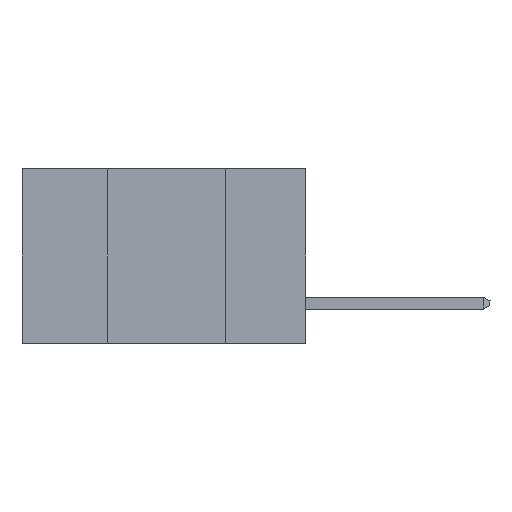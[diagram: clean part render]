
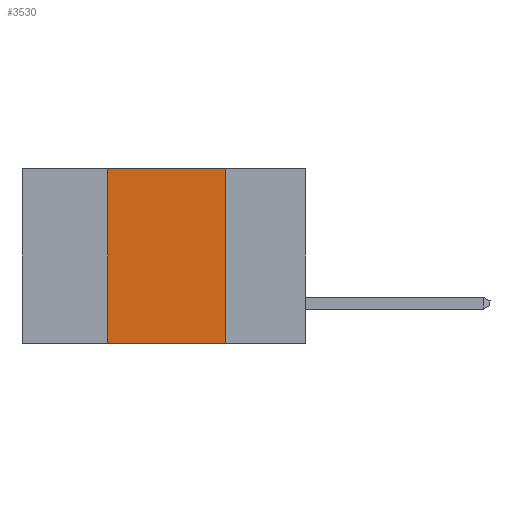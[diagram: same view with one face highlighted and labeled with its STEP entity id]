
A CAD part, left-side view. The second image highlights one B-rep face of the part: STEP entity #3530.
In plain terms, the highlighted planar face has unit normal (-1, 0, 0).
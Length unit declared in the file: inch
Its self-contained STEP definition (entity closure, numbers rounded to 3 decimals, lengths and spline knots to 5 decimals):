
#608 = VERTEX_POINT ( 'NONE', #9962 ) ;
#895 = EDGE_CURVE ( 'NONE', #4212, #608, #9014, .T. ) ;
#1042 = VECTOR ( 'NONE', #7932, 39.37008 ) ;
#1099 = EDGE_LOOP ( 'NONE', ( #1888, #6082, #4652, #8734 ) ) ;
#1275 = VECTOR ( 'NONE', #7657, 39.37008 ) ;
#1355 = LINE ( 'NONE', #7434, #7915 ) ;
#1382 = CARTESIAN_POINT ( 'NONE',  ( 0., 0.42, 0. ) ) ;
#1440 = FACE_OUTER_BOUND ( 'NONE', #1099, .T. ) ;
#1505 = EDGE_CURVE ( 'NONE', #3863, #3427, #1355, .T. ) ;
#1666 = CARTESIAN_POINT ( 'NONE',  ( 0., 0.42, 0. ) ) ;
#1753 = AXIS2_PLACEMENT_3D ( 'NONE', #9242, #10964, #7598 ) ;
#1888 = ORIENTED_EDGE ( 'NONE', *, *, #7375, .F. ) ;
#3207 = LINE ( 'NONE', #8764, #1042 ) ;
#3290 = LINE ( 'NONE', #1666, #1275 ) ;
#3427 = VERTEX_POINT ( 'NONE', #9953 ) ;
#3530 = ADVANCED_FACE ( 'NONE', ( #1440 ), #4985, .F. ) ;
#3863 = VERTEX_POINT ( 'NONE', #1382 ) ;
#4212 = VERTEX_POINT ( 'NONE', #6305 ) ;
#4626 = EDGE_CURVE ( 'NONE', #4212, #3863, #3290, .T. ) ;
#4652 = ORIENTED_EDGE ( 'NONE', *, *, #4626, .F. ) ;
#4985 = PLANE ( 'NONE',  #1753 ) ;
#5134 = VECTOR ( 'NONE', #9534, 39.37008 ) ;
#6082 = ORIENTED_EDGE ( 'NONE', *, *, #1505, .F. ) ;
#6087 = CARTESIAN_POINT ( 'NONE',  ( 0., 0.6, -0.37 ) ) ;
#6305 = CARTESIAN_POINT ( 'NONE',  ( 0., 0.42, -0.37 ) ) ;
#7375 = EDGE_CURVE ( 'NONE', #3427, #608, #3207, .T. ) ;
#7434 = CARTESIAN_POINT ( 'NONE',  ( 0., 0.6, 0. ) ) ;
#7598 = DIRECTION ( 'NONE',  ( 0., 0., -1. ) ) ;
#7657 = DIRECTION ( 'NONE',  ( 0., 0., 1. ) ) ;
#7915 = VECTOR ( 'NONE', #8360, 39.37008 ) ;
#7932 = DIRECTION ( 'NONE',  ( 0., 0., -1. ) ) ;
#8360 = DIRECTION ( 'NONE',  ( 0., -1., 0. ) ) ;
#8734 = ORIENTED_EDGE ( 'NONE', *, *, #895, .T. ) ;
#8764 = CARTESIAN_POINT ( 'NONE',  ( 0., 0.17, 0. ) ) ;
#9014 = LINE ( 'NONE', #6087, #5134 ) ;
#9242 = CARTESIAN_POINT ( 'NONE',  ( 0., 0.6, 0. ) ) ;
#9534 = DIRECTION ( 'NONE',  ( 0., -1., 0. ) ) ;
#9953 = CARTESIAN_POINT ( 'NONE',  ( 0., 0.17, 0. ) ) ;
#9962 = CARTESIAN_POINT ( 'NONE',  ( 0., 0.17, -0.37 ) ) ;
#10964 = DIRECTION ( 'NONE',  ( 1., 0., 0. ) ) ;
